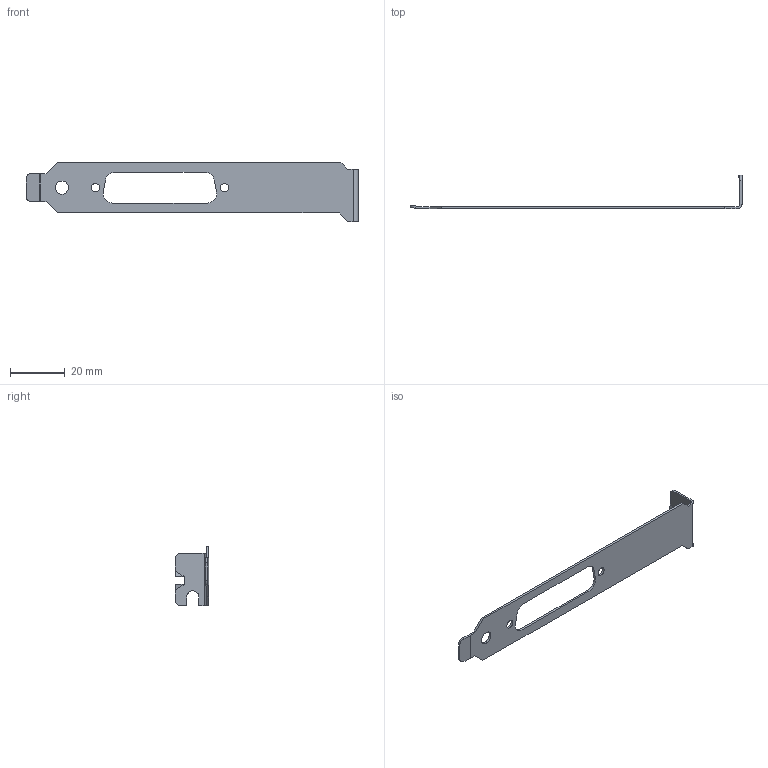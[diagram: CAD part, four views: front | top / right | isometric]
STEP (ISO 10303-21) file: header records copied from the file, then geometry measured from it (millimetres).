
FILE_DESCRIPTION (( 'STEP AP214' ), '1' );
FILE_NAME ('9200-4.STEP', '2007-12-11T19:47:06', ( 'Richard Maletta' ), ( '' ), 'SwSTEP 2.0', 'SolidWorks 2007', '' );
FILE_SCHEMA (( 'AUTOMOTIVE_DESIGN' ));
Length unit declared in the file: inch
Products named in the file (1): 9200-4
Bounding box: 120.87 x 12.32 x 21.59 mm (x, y, z)
Volume: 1456.2 mm3; surface area: 4047.3 mm2
Topology: 1 solids, 1 shells, 62 faces, 160 edges, 100 vertices
Faces by surface type: plane 41, cylinder 21
Entity records: 1909 total; most frequent: DIRECTION 328, CARTESIAN_POINT 323, ORIENTED_EDGE 320, EDGE_CURVE 160, VECTOR 118, LINE 118, AXIS2_PLACEMENT_3D 105, VERTEX_POINT 100
